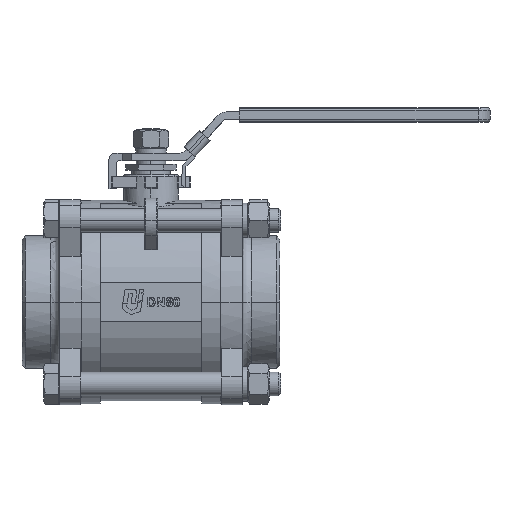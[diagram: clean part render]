
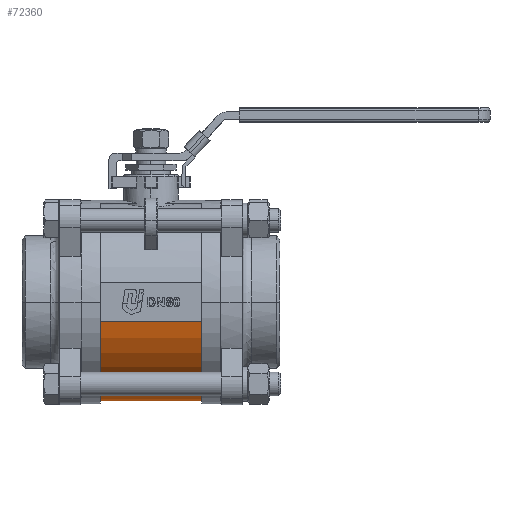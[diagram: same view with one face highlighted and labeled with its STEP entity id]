
A CAD part, front view. The second image highlights one B-rep face of the part: STEP entity #72360.
In plain terms, the highlighted cylindrical face has radius 67 mm (diameter 134 mm), a partial arc.
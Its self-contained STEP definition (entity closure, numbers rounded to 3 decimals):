
#71754=CARTESIAN_POINT('',(34.35,-65.727,-13.));
#71755=VERTEX_POINT('',#71754);
#71763=CARTESIAN_POINT('',(-34.35,-65.727,-13.));
#71764=VERTEX_POINT('',#71763);
#71771=CARTESIAN_POINT('',(34.35,-65.727,-13.));
#71772=DIRECTION('',(-1.,0.,-0.));
#71773=VECTOR('',#71772,68.7);
#71774=LINE('',#71771,#71773);
#71775=EDGE_CURVE('',#71755,#71764,#71774,.T.);
#71786=CARTESIAN_POINT('',(34.35,65.727,-13.));
#71787=VERTEX_POINT('',#71786);
#71794=CARTESIAN_POINT('',(-34.35,65.727,-13.));
#71795=VERTEX_POINT('',#71794);
#71796=CARTESIAN_POINT('',(-34.35,65.727,-13.));
#71797=DIRECTION('',(1.,-0.,0.));
#71798=VECTOR('',#71797,68.7);
#71799=LINE('',#71796,#71798);
#71800=EDGE_CURVE('',#71795,#71787,#71799,.T.);
#72077=CARTESIAN_POINT('',(34.35,-0.,0.));
#72078=DIRECTION('',(-1.,0.,-0.));
#72079=DIRECTION('',(0.,1.,0.));
#72080=AXIS2_PLACEMENT_3D('',#72077,#72078,#72079);
#72081=CIRCLE('',#72080,67.);
#72082=EDGE_CURVE('',#71787,#71755,#72081,.T.);
#72332=CARTESIAN_POINT('',(-34.35,0.,-0.));
#72333=DIRECTION('',(1.,-0.,0.));
#72334=DIRECTION('',(0.,1.,0.));
#72335=AXIS2_PLACEMENT_3D('',#72332,#72333,#72334);
#72336=CIRCLE('',#72335,67.);
#72337=EDGE_CURVE('',#71764,#71795,#72336,.T.);
#72349=CARTESIAN_POINT('',(0.,0.,0.));
#72350=DIRECTION('',(-1.,0.,-0.));
#72351=DIRECTION('',(0.,1.,0.));
#72352=AXIS2_PLACEMENT_3D('',#72349,#72350,#72351);
#72353=CYLINDRICAL_SURFACE('',#72352,67.);
#72354=ORIENTED_EDGE('',*,*,#71800,.T.);
#72355=ORIENTED_EDGE('',*,*,#72082,.T.);
#72356=ORIENTED_EDGE('',*,*,#71775,.T.);
#72357=ORIENTED_EDGE('',*,*,#72337,.T.);
#72358=EDGE_LOOP('',(#72354,#72355,#72356,#72357));
#72359=FACE_BOUND('',#72358,.T.);
#72360=ADVANCED_FACE('',(#72359),#72353,.T.);
